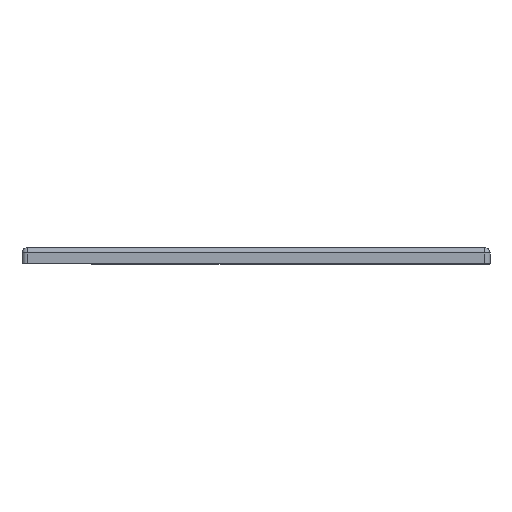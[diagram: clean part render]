
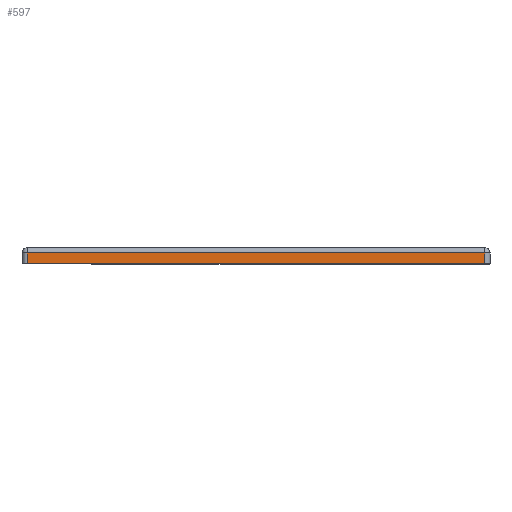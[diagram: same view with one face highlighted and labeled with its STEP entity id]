
A CAD part, top view. The second image highlights one B-rep face of the part: STEP entity #597.
In plain terms, the highlighted planar face has unit normal (0, 0, 1).
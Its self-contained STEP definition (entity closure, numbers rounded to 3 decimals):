
#34 = CARTESIAN_POINT ( 'NONE',  ( -86., 4., 90. ) ) ;
#193 = CARTESIAN_POINT ( 'NONE',  ( -86., 6., 90. ) ) ;
#222 = CARTESIAN_POINT ( 'NONE',  ( -88., 0., 90. ) ) ;
#270 = DIRECTION ( 'NONE',  ( 1., 0., 0. ) ) ;
#359 = EDGE_CURVE ( 'NONE', #1243, #1248, #826, .T. ) ;
#412 = DIRECTION ( 'NONE',  ( 0., 1., 0. ) ) ;
#438 = CARTESIAN_POINT ( 'NONE',  ( 88., 6., 90. ) ) ;
#485 = EDGE_CURVE ( 'NONE', #1248, #1156, #2581, .T. ) ;
#491 = EDGE_CURVE ( 'NONE', #1156, #1698, #2625, .T. ) ;
#494 = EDGE_CURVE ( 'NONE', #1698, #1243, #2559, .T. ) ;
#597 = ADVANCED_FACE ( 'NONE', ( #1900 ), #2051, .F. ) ;
#648 = CARTESIAN_POINT ( 'NONE',  ( -86., 4., 90. ) ) ;
#682 = DIRECTION ( 'NONE',  ( -1., 0., 0. ) ) ;
#801 = VECTOR ( 'NONE', #270, 1000. ) ;
#826 = LINE ( 'NONE', #222, #801 ) ;
#948 = CARTESIAN_POINT ( 'NONE',  ( 88., 4., 90. ) ) ;
#1006 = ORIENTED_EDGE ( 'NONE', *, *, #485, .T. ) ;
#1013 = ORIENTED_EDGE ( 'NONE', *, *, #491, .T. ) ;
#1030 = ORIENTED_EDGE ( 'NONE', *, *, #494, .T. ) ;
#1034 = ORIENTED_EDGE ( 'NONE', *, *, #359, .T. ) ;
#1039 = CARTESIAN_POINT ( 'NONE',  ( 88., 0., 90. ) ) ;
#1098 = DIRECTION ( 'NONE',  ( -1., 0., 0. ) ) ;
#1106 = DIRECTION ( 'NONE',  ( 0., 0., -1. ) ) ;
#1156 = VERTEX_POINT ( 'NONE', #948 ) ;
#1243 = VERTEX_POINT ( 'NONE', #1512 ) ;
#1248 = VERTEX_POINT ( 'NONE', #1039 ) ;
#1512 = CARTESIAN_POINT ( 'NONE',  ( -86., 0., 90. ) ) ;
#1641 = EDGE_LOOP ( 'NONE', ( #1006, #1013, #1030, #1034 ) ) ;
#1698 = VERTEX_POINT ( 'NONE', #34 ) ;
#1761 = CARTESIAN_POINT ( 'NONE',  ( -88., 6., 90. ) ) ;
#1870 = AXIS2_PLACEMENT_3D ( 'NONE', #1761, #1106, #1098 ) ;
#1900 = FACE_OUTER_BOUND ( 'NONE', #1641, .T. ) ;
#2051 = PLANE ( 'NONE',  #1870 ) ;
#2464 = VECTOR ( 'NONE', #2680, 1000. ) ;
#2527 = VECTOR ( 'NONE', #412, 1000. ) ;
#2559 = LINE ( 'NONE', #193, #2464 ) ;
#2561 = VECTOR ( 'NONE', #682, 1000. ) ;
#2581 = LINE ( 'NONE', #438, #2527 ) ;
#2625 = LINE ( 'NONE', #648, #2561 ) ;
#2680 = DIRECTION ( 'NONE',  ( 0., -1., 0. ) ) ;
